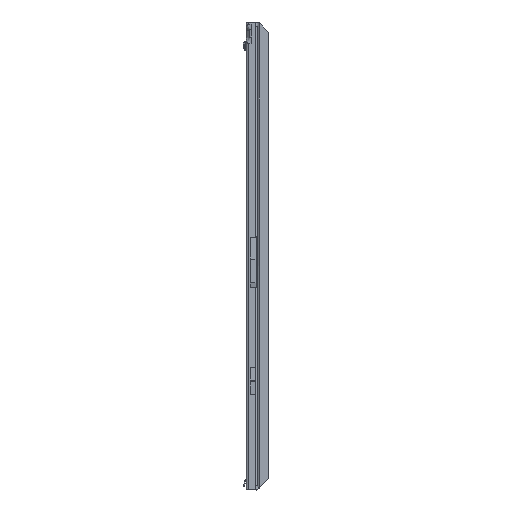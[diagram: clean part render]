
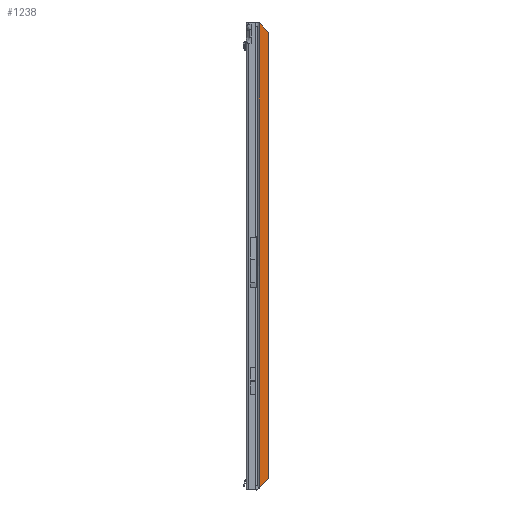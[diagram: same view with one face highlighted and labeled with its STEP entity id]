
A CAD part, front view. The second image highlights one B-rep face of the part: STEP entity #1238.
In plain terms, the highlighted planar face has unit normal (0, -1, 0).
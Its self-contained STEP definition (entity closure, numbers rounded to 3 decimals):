
#197 = CARTESIAN_POINT ( 'NONE',  ( 0., 0.9, 0. ) ) ;
#1238 = ADVANCED_FACE ( 'NONE', ( #15136 ), #2414, .T. ) ;
#1475 = EDGE_CURVE ( 'NONE', #23372, #17461, #23159, .T. ) ;
#1573 = CARTESIAN_POINT ( 'NONE',  ( 0.5, 0.9, -1.2 ) ) ;
#2314 = CARTESIAN_POINT ( 'NONE',  ( 0.5, 0.9, -646.8 ) ) ;
#2414 = PLANE ( 'NONE',  #14298 ) ;
#2546 = DIRECTION ( 'NONE',  ( 1., 0., 0. ) ) ;
#2626 = VERTEX_POINT ( 'NONE', #2314 ) ;
#3468 = ORIENTED_EDGE ( 'NONE', *, *, #15750, .T. ) ;
#3895 = DIRECTION ( 'NONE',  ( -0.707, 0., 0.707 ) ) ;
#3986 = DIRECTION ( 'NONE',  ( 0., 0., -1. ) ) ;
#7838 = CARTESIAN_POINT ( 'NONE',  ( 13.5, 0.9, -648. ) ) ;
#8090 = CARTESIAN_POINT ( 'NONE',  ( 323.65, 0.9, -323.65 ) ) ;
#8225 = DIRECTION ( 'NONE',  ( 0.707, 0., 0.707 ) ) ;
#8755 = ORIENTED_EDGE ( 'NONE', *, *, #11304, .F. ) ;
#9257 = ORIENTED_EDGE ( 'NONE', *, *, #24128, .T. ) ;
#9299 = VECTOR ( 'NONE', #3895, 1000. ) ;
#11304 = EDGE_CURVE ( 'NONE', #23372, #12540, #24980, .T. ) ;
#12540 = VERTEX_POINT ( 'NONE', #20715 ) ;
#13426 = VECTOR ( 'NONE', #3986, 1000. ) ;
#13647 = VECTOR ( 'NONE', #16350, 1000. ) ;
#14298 = AXIS2_PLACEMENT_3D ( 'NONE', #197, #26009, #2546 ) ;
#14501 = CARTESIAN_POINT ( 'NONE',  ( 0.5, 0.9, 0. ) ) ;
#15136 = FACE_OUTER_BOUND ( 'NONE', #15596, .T. ) ;
#15596 = EDGE_LOOP ( 'NONE', ( #3468, #9257, #8755, #25967 ) ) ;
#15750 = EDGE_CURVE ( 'NONE', #17461, #2626, #24817, .T. ) ;
#16350 = DIRECTION ( 'NONE',  ( 0., 0., -1. ) ) ;
#16931 = CARTESIAN_POINT ( 'NONE',  ( 13.5, 0.9, -14.2 ) ) ;
#17461 = VERTEX_POINT ( 'NONE', #1573 ) ;
#20715 = CARTESIAN_POINT ( 'NONE',  ( 13.5, 0.9, -633.8 ) ) ;
#20780 = LINE ( 'NONE', #8090, #26997 ) ;
#21338 = CARTESIAN_POINT ( 'NONE',  ( -0.35, 0.9, -0.35 ) ) ;
#23159 = LINE ( 'NONE', #21338, #9299 ) ;
#23372 = VERTEX_POINT ( 'NONE', #16931 ) ;
#24128 = EDGE_CURVE ( 'NONE', #2626, #12540, #20780, .T. ) ;
#24817 = LINE ( 'NONE', #14501, #13426 ) ;
#24980 = LINE ( 'NONE', #7838, #13647 ) ;
#25967 = ORIENTED_EDGE ( 'NONE', *, *, #1475, .T. ) ;
#26009 = DIRECTION ( 'NONE',  ( 0., -1., 0. ) ) ;
#26997 = VECTOR ( 'NONE', #8225, 1000. ) ;
